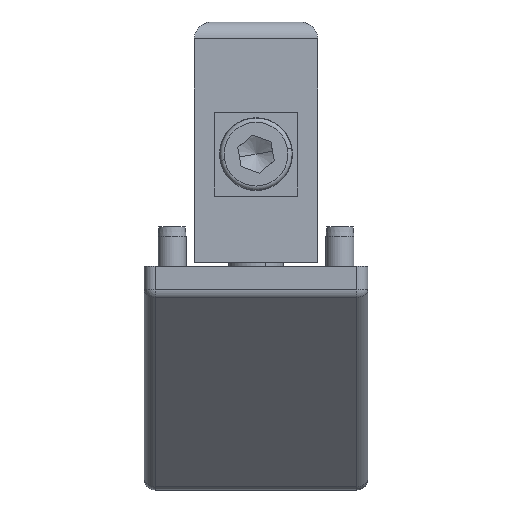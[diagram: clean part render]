
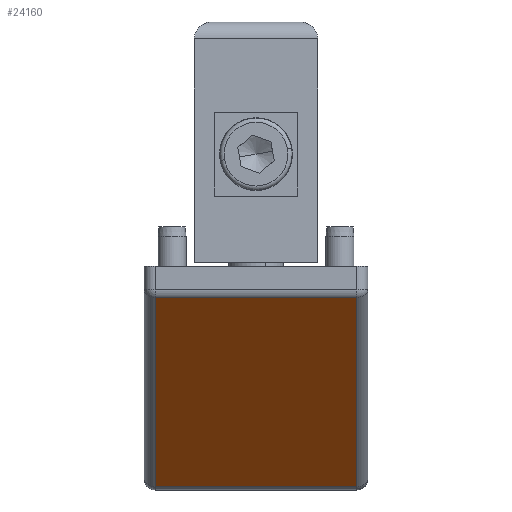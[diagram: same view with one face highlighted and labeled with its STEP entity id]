
A CAD part, left-side view. The second image highlights one B-rep face of the part: STEP entity #24160.
In plain terms, the highlighted planar face has unit normal (-0.707, 0, -0.707).
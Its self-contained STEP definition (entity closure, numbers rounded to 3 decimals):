
#15060=CARTESIAN_POINT('',(34.414,38.,0.586));
#15070=VERTEX_POINT('',#15060);
#15310=CARTESIAN_POINT('',(34.414,2.,0.586));
#15320=VERTEX_POINT('',#15310);
#23810=CARTESIAN_POINT('',(35.,-4.,0.));
#23820=DIRECTION('',(0.707,0.,0.707));
#23830=DIRECTION('',(-0.707,0.,0.707));
#23840=AXIS2_PLACEMENT_3D('',#23810,#23820,#23830);
#23850=PLANE('',#23840);
#23860=CARTESIAN_POINT('',(36.414,38.,-1.414));
#23870=DIRECTION('',(0.707,0.,-0.707));
#23880=VECTOR('',#23870,1.);
#23890=LINE('',#23860,#23880);
#23900=CARTESIAN_POINT('',(0.586,38.,34.414));
#23910=VERTEX_POINT('',#23900);
#23920=EDGE_CURVE('',#23910,#15070,#23890,.T.);
#23930=ORIENTED_EDGE('',*,*,#23920,.T.);
#23940=CARTESIAN_POINT('',(0.586,0.,34.414));
#23950=DIRECTION('',(0.,1.,0.));
#23960=VECTOR('',#23950,1.);
#23970=LINE('',#23940,#23960);
#23980=CARTESIAN_POINT('',(0.586,2.,34.414));
#23990=VERTEX_POINT('',#23980);
#24000=EDGE_CURVE('',#23990,#23910,#23970,.T.);
#24010=ORIENTED_EDGE('',*,*,#24000,.T.);
#24020=CARTESIAN_POINT('',(36.414,2.,-1.414));
#24030=DIRECTION('',(-0.707,0.,0.707));
#24040=VECTOR('',#24030,1.);
#24050=LINE('',#24020,#24040);
#24060=EDGE_CURVE('',#15320,#23990,#24050,.T.);
#24070=ORIENTED_EDGE('',*,*,#24060,.T.);
#24080=CARTESIAN_POINT('',(34.414,0.,0.586));
#24090=DIRECTION('',(0.,1.,0.));
#24100=VECTOR('',#24090,1.);
#24110=LINE('',#24080,#24100);
#24120=EDGE_CURVE('',#15320,#15070,#24110,.T.);
#24130=ORIENTED_EDGE('',*,*,#24120,.F.);
#24140=EDGE_LOOP('',(#24130,#24070,#24010,#23930));
#24150=FACE_OUTER_BOUND('',#24140,.T.);
#24160=ADVANCED_FACE('',(#24150),#23850,.F.);
